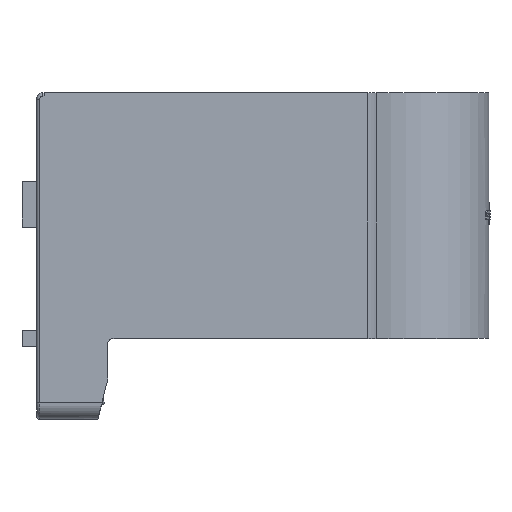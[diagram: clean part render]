
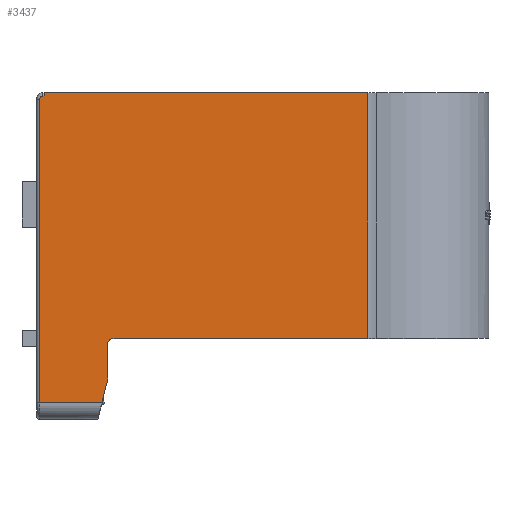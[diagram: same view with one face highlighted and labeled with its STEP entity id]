
A CAD part, top view. The second image highlights one B-rep face of the part: STEP entity #3437.
In plain terms, the highlighted planar face has unit normal (0, 0, 1).
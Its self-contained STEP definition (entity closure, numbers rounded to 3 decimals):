
#7 = EDGE_CURVE ( 'NONE', #13464, #17258, #624, .T. ) ;
#14 = AXIS2_PLACEMENT_3D ( 'NONE', #14769, #8342, #13512 ) ;
#92 = CARTESIAN_POINT ( 'NONE',  ( 22., -31.4, 0. ) ) ;
#202 = LINE ( 'NONE', #405, #5891 ) ;
#301 = AXIS2_PLACEMENT_3D ( 'NONE', #18033, #13554, #14695 ) ;
#405 = CARTESIAN_POINT ( 'NONE',  ( 102.556, 57.6, 0. ) ) ;
#422 = VECTOR ( 'NONE', #12169, 1000. ) ;
#624 = CIRCLE ( 'NONE', #301, 2. ) ;
#1052 = DIRECTION ( 'NONE',  ( 0., 1., 0. ) ) ;
#1340 = ORIENTED_EDGE ( 'NONE', *, *, #12177, .T. ) ;
#1593 = AXIS2_PLACEMENT_3D ( 'NONE', #6670, #3744, #8238 ) ;
#1796 = CARTESIAN_POINT ( 'NONE',  ( 20.25, -38.4, 0. ) ) ;
#2030 = CARTESIAN_POINT ( 'NONE',  ( 24., -18.4, 0. ) ) ;
#2075 = CARTESIAN_POINT ( 'NONE',  ( 1., -38.4, 0. ) ) ;
#2230 = LINE ( 'NONE', #19839, #16714 ) ;
#2294 = ORIENTED_EDGE ( 'NONE', *, *, #7, .T. ) ;
#2464 = LINE ( 'NONE', #18090, #422 ) ;
#2495 = LINE ( 'NONE', #7302, #13858 ) ;
#2538 = EDGE_CURVE ( 'NONE', #5593, #10076, #9002, .T. ) ;
#3233 = VERTEX_POINT ( 'NONE', #1796 ) ;
#3405 = CARTESIAN_POINT ( 'NONE',  ( 1., 57.6, 0. ) ) ;
#3437 = ADVANCED_FACE ( 'NONE', ( #12916 ), #17807, .F. ) ;
#3566 = DIRECTION ( 'NONE',  ( -1., 0., 0. ) ) ;
#3589 = LINE ( 'NONE', #9852, #8306 ) ;
#3636 = DIRECTION ( 'NONE',  ( 0., 1., 0. ) ) ;
#3744 = DIRECTION ( 'NONE',  ( 0., 0., -1. ) ) ;
#4007 = ORIENTED_EDGE ( 'NONE', *, *, #8382, .T. ) ;
#4286 = CARTESIAN_POINT ( 'NONE',  ( 2., 55.6, 0. ) ) ;
#4352 = ORIENTED_EDGE ( 'NONE', *, *, #11465, .T. ) ;
#4393 = ORIENTED_EDGE ( 'NONE', *, *, #18479, .T. ) ;
#4422 = EDGE_CURVE ( 'NONE', #5272, #17258, #3589, .T. ) ;
#5272 = VERTEX_POINT ( 'NONE', #13475 ) ;
#5593 = VERTEX_POINT ( 'NONE', #13966 ) ;
#5891 = VECTOR ( 'NONE', #3636, 1000. ) ;
#6199 = DIRECTION ( 'NONE',  ( 1., 0., 0. ) ) ;
#6453 = DIRECTION ( 'NONE',  ( 0.243, 0.97, 0. ) ) ;
#6670 = CARTESIAN_POINT ( 'NONE',  ( 104.359, -18.4, 0. ) ) ;
#7029 = ORIENTED_EDGE ( 'NONE', *, *, #17205, .T. ) ;
#7237 = CARTESIAN_POINT ( 'NONE',  ( 22., -20.4, 0. ) ) ;
#7302 = CARTESIAN_POINT ( 'NONE',  ( 2.5, -18.4, 0. ) ) ;
#7714 = DIRECTION ( 'NONE',  ( 0., 1., 0. ) ) ;
#8238 = DIRECTION ( 'NONE',  ( -1., 0., 0. ) ) ;
#8306 = VECTOR ( 'NONE', #14613, 1000. ) ;
#8342 = DIRECTION ( 'NONE',  ( 0., 0., 1. ) ) ;
#8382 = EDGE_CURVE ( 'NONE', #14880, #16606, #2230, .T. ) ;
#8395 = EDGE_LOOP ( 'NONE', ( #11887, #4007, #4393, #7029, #4352, #1340, #19147, #11328, #2294, #17786, #10447, #9877 ) ) ;
#9002 = CIRCLE ( 'NONE', #14, 6. ) ;
#9075 = CARTESIAN_POINT ( 'NONE',  ( 2., 56.6, 0. ) ) ;
#9852 = CARTESIAN_POINT ( 'NONE',  ( 104.359, -18.4, 0. ) ) ;
#9877 = ORIENTED_EDGE ( 'NONE', *, *, #20461, .T. ) ;
#10076 = VERTEX_POINT ( 'NONE', #13620 ) ;
#10179 = DIRECTION ( 'NONE',  ( -1., 0., 0. ) ) ;
#10447 = ORIENTED_EDGE ( 'NONE', *, *, #18572, .T. ) ;
#11328 = ORIENTED_EDGE ( 'NONE', *, *, #13095, .F. ) ;
#11465 = EDGE_CURVE ( 'NONE', #16480, #3233, #14115, .T. ) ;
#11498 = LINE ( 'NONE', #17828, #15217 ) ;
#11541 = AXIS2_PLACEMENT_3D ( 'NONE', #4286, #18643, #7714 ) ;
#11887 = ORIENTED_EDGE ( 'NONE', *, *, #19535, .F. ) ;
#12169 = DIRECTION ( 'NONE',  ( 0., -1., 0. ) ) ;
#12177 = EDGE_CURVE ( 'NONE', #3233, #5593, #14347, .T. ) ;
#12698 = VERTEX_POINT ( 'NONE', #20080 ) ;
#12916 = FACE_OUTER_BOUND ( 'NONE', #8395, .T. ) ;
#13095 = EDGE_CURVE ( 'NONE', #13464, #10076, #2464, .T. ) ;
#13272 = DIRECTION ( 'NONE',  ( 0., -1., 0. ) ) ;
#13464 = VERTEX_POINT ( 'NONE', #7237 ) ;
#13475 = CARTESIAN_POINT ( 'NONE',  ( 102.556, -18.4, 0. ) ) ;
#13512 = DIRECTION ( 'NONE',  ( -1., 0., 0. ) ) ;
#13554 = DIRECTION ( 'NONE',  ( 0., 0., -1. ) ) ;
#13620 = CARTESIAN_POINT ( 'NONE',  ( 22., -30.661, 0. ) ) ;
#13858 = VECTOR ( 'NONE', #1052, 1000. ) ;
#13966 = CARTESIAN_POINT ( 'NONE',  ( 21.821, -32.117, 0. ) ) ;
#14115 = LINE ( 'NONE', #20462, #19059 ) ;
#14347 = LINE ( 'NONE', #92, #17742 ) ;
#14613 = DIRECTION ( 'NONE',  ( -1., 0., 0. ) ) ;
#14695 = DIRECTION ( 'NONE',  ( -1., 0., 0. ) ) ;
#14769 = CARTESIAN_POINT ( 'NONE',  ( 16., -30.661, 0. ) ) ;
#14880 = VERTEX_POINT ( 'NONE', #16803 ) ;
#14911 = CARTESIAN_POINT ( 'NONE',  ( 1., 55.6, 0. ) ) ;
#15217 = VECTOR ( 'NONE', #3566, 1000. ) ;
#15845 = CIRCLE ( 'NONE', #11541, 1. ) ;
#16480 = VERTEX_POINT ( 'NONE', #2075 ) ;
#16606 = VERTEX_POINT ( 'NONE', #9075 ) ;
#16714 = VECTOR ( 'NONE', #10179, 1000. ) ;
#16764 = VERTEX_POINT ( 'NONE', #17795 ) ;
#16803 = CARTESIAN_POINT ( 'NONE',  ( 2.5, 56.6, 0. ) ) ;
#17205 = EDGE_CURVE ( 'NONE', #17872, #16480, #18070, .T. ) ;
#17258 = VERTEX_POINT ( 'NONE', #2030 ) ;
#17742 = VECTOR ( 'NONE', #6453, 1000. ) ;
#17786 = ORIENTED_EDGE ( 'NONE', *, *, #4422, .F. ) ;
#17795 = CARTESIAN_POINT ( 'NONE',  ( 2.5, 57.6, 0. ) ) ;
#17807 = PLANE ( 'NONE',  #1593 ) ;
#17828 = CARTESIAN_POINT ( 'NONE',  ( 104.359, 57.6, 0. ) ) ;
#17872 = VERTEX_POINT ( 'NONE', #14911 ) ;
#18033 = CARTESIAN_POINT ( 'NONE',  ( 24., -20.4, 0. ) ) ;
#18070 = LINE ( 'NONE', #3405, #18575 ) ;
#18090 = CARTESIAN_POINT ( 'NONE',  ( 22., -16.9, 0. ) ) ;
#18479 = EDGE_CURVE ( 'NONE', #16606, #17872, #15845, .T. ) ;
#18572 = EDGE_CURVE ( 'NONE', #5272, #12698, #202, .T. ) ;
#18575 = VECTOR ( 'NONE', #13272, 1000. ) ;
#18643 = DIRECTION ( 'NONE',  ( 0., 0., 1. ) ) ;
#19059 = VECTOR ( 'NONE', #6199, 1000. ) ;
#19147 = ORIENTED_EDGE ( 'NONE', *, *, #2538, .T. ) ;
#19535 = EDGE_CURVE ( 'NONE', #14880, #16764, #2495, .T. ) ;
#19839 = CARTESIAN_POINT ( 'NONE',  ( 2.5, 56.6, 0. ) ) ;
#20080 = CARTESIAN_POINT ( 'NONE',  ( 102.556, 57.6, 0. ) ) ;
#20461 = EDGE_CURVE ( 'NONE', #12698, #16764, #11498, .T. ) ;
#20462 = CARTESIAN_POINT ( 'NONE',  ( 2.5, -38.4, 0. ) ) ;
